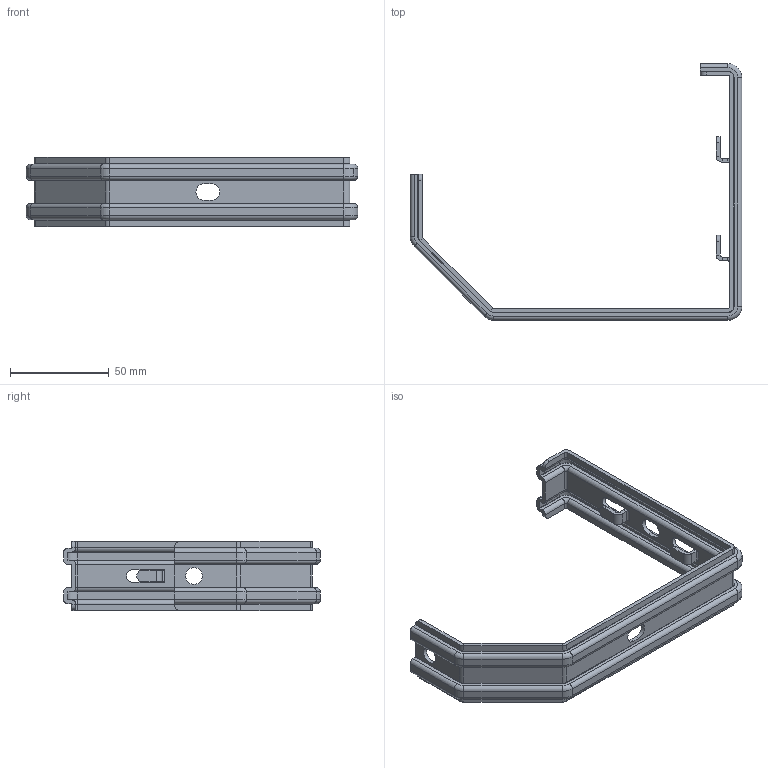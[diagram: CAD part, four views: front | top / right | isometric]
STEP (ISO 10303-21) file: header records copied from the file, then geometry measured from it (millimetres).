
FILE_DESCRIPTION(/* description */ (''),/* implementation_level */ '2;1');
FILE_NAME(/* name */ 'WSKS100.stp',/* time_stamp */ '2019-10-25T12:13:47+02:00',/* author */ ('grzegorz.niewiatowsk'),/* organization */ (''),/* preprocessor_version */ 'ST-DEVELOPER v18',/* originating_system */ 'Autodesk Inventor 2020',/* authorisation */ '');
FILE_SCHEMA (('AUTOMOTIVE_DESIGN { 1 0 10303 214 3 1 1 }'));
Length unit declared in the file: millimetre
Products named in the file (1): WSKS100
Bounding box: 168 x 130 x 35 mm (x, y, z)
Volume: 32257.5 mm3; surface area: 34362.2 mm2
Topology: 1 solids, 1 shells, 309 faces, 760 edges, 451 vertices
Faces by surface type: cylinder 141, plane 106, torus 62
Full cylindrical faces by diameter (mm): 8.5 x1
Entity records: 9134 total; most frequent: DIRECTION 1719, CARTESIAN_POINT 1557, ORIENTED_EDGE 1520, EDGE_CURVE 760, AXIS2_PLACEMENT_3D 653, VERTEX_POINT 451, LINE 413, VECTOR 413
